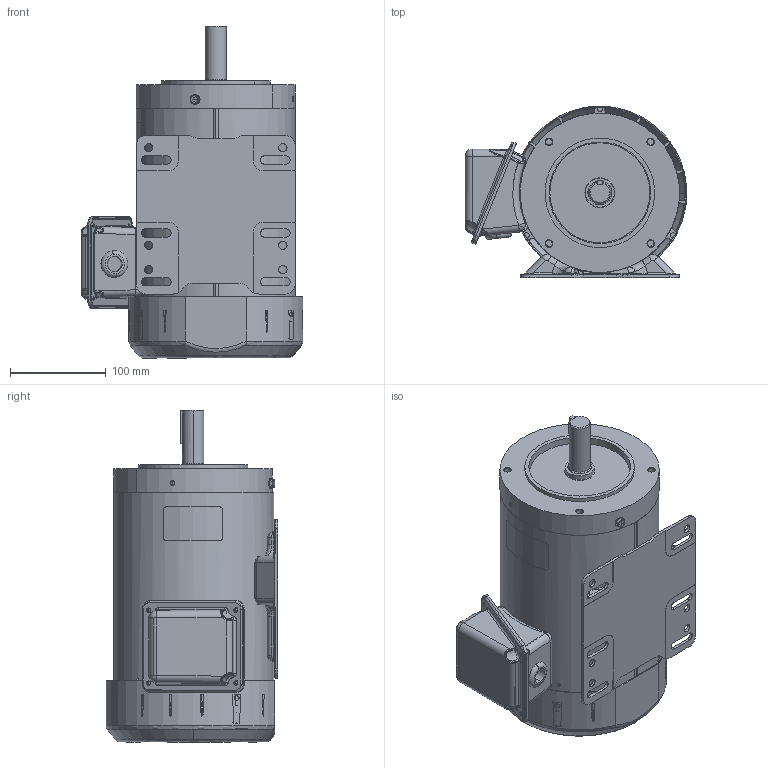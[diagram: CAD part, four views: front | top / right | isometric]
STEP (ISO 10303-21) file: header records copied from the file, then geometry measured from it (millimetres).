
FILE_DESCRIPTION (( 'STEP AP214' ), '1' );
FILE_NAME ('191487.STEP', '2021-09-27T16:11:27', ( '' ), ( '' ), 'SwSTEP 2.0', 'SolidWorks 2017', '' );
FILE_SCHEMA (( 'AUTOMOTIVE_DESIGN' ));
Length unit declared in the file: inch
Products named in the file (1): 191487
Bounding box: 231.09 x 179.09 x 345.94 mm (x, y, z)
Volume: 1738270 mm3; surface area: 735328 mm2
Topology: 18 solids, 18 shells, 3071 faces, 7583 edges, 4510 vertices
Faces by surface type: bspline 1320, cylinder 844, plane 553, cone 284, torus 59, sphere 11
Entity records: 153803 total; most frequent: CARTESIAN_POINT 90074, ORIENTED_EDGE 14942, DIRECTION 11093, EDGE_CURVE 7471, VERTEX_POINT 4503, AXIS2_PLACEMENT_3D 4502, EDGE_LOOP 3366, ADVANCED_FACE 3071
